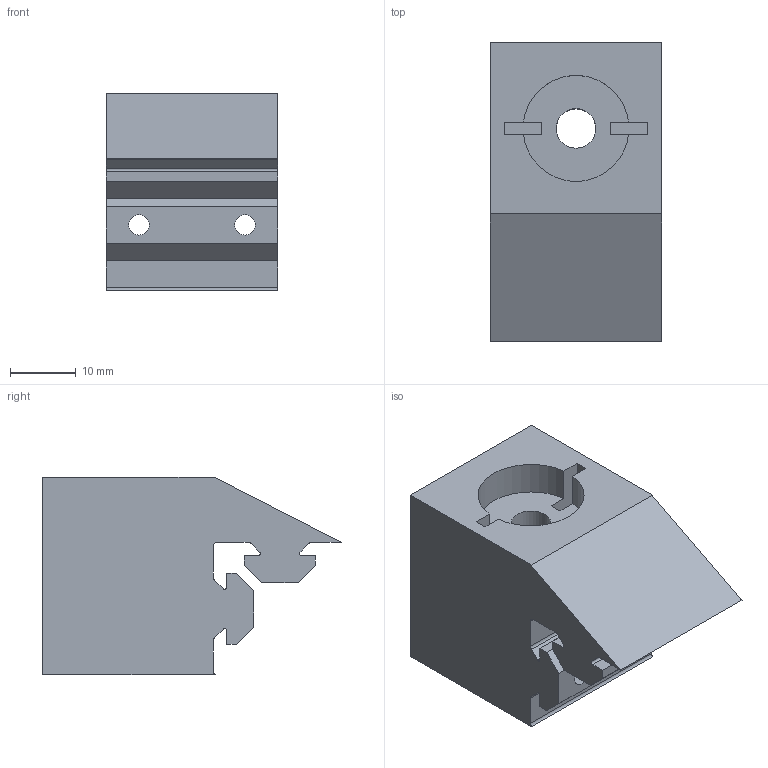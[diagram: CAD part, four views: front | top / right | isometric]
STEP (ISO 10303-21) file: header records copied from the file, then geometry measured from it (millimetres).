
FILE_DESCRIPTION(/* description */ (''),/* implementation_level */ '2;1');
FILE_NAME(/* name */ 'Internal Bearing Block_v8.step',/* time_stamp */ '2022-05-10T16:51:22+01:00',/* author */ (''),/* organization */ (''),/* preprocessor_version */ 'ST-DEVELOPER v18.1',/* originating_system */ 'Autodesk Translation Framework v10.14.0.1471',/* authorisation */ '');
FILE_SCHEMA (('AUTOMOTIVE_DESIGN { 1 0 10303 214 3 1 1 }'));
Length unit declared in the file: millimetre
Products named in the file (1): Internal Bearing Block
Bounding box: 26 x 45.3 x 30 mm (x, y, z)
Volume: 21473.7 mm3; surface area: 8683.1 mm2
Topology: 1 solids, 1 shells, 62 faces, 168 edges, 112 vertices
Faces by surface type: plane 42, cylinder 20
Full cylindrical faces by diameter (mm): 3.1 x4, 6 x3, 16.1 x1
Entity records: 2005 total; most frequent: CARTESIAN_POINT 343, ORIENTED_EDGE 336, DIRECTION 334, EDGE_CURVE 168, LINE 128, VECTOR 128, VERTEX_POINT 112, AXIS2_PLACEMENT_3D 103
